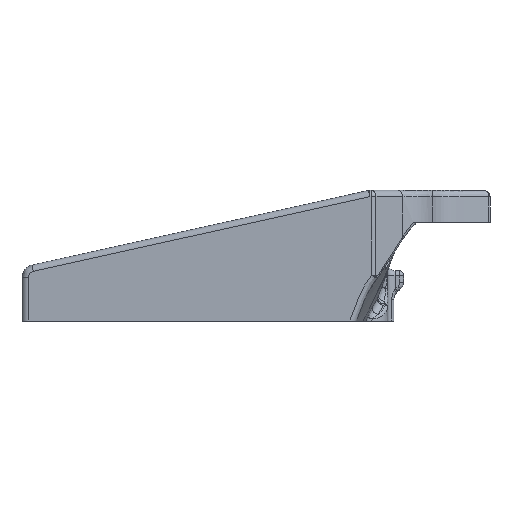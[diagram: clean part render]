
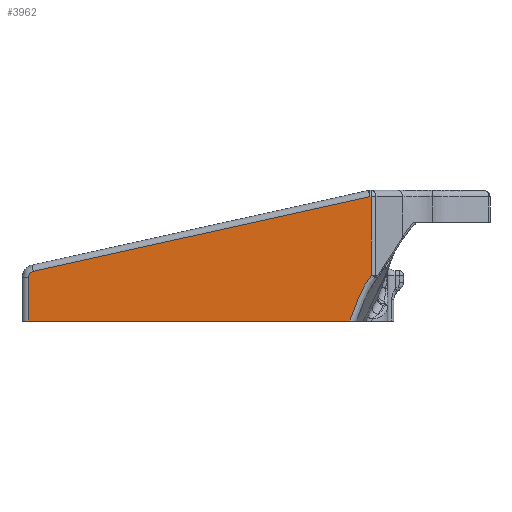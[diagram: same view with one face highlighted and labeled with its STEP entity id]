
A CAD part, left-side view. The second image highlights one B-rep face of the part: STEP entity #3962.
In plain terms, the highlighted planar face has unit normal (-1, 0, 0).
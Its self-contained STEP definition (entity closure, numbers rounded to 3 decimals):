
#188=CIRCLE('',#4244,1.);
#384=PLANE('',#4243);
#460=FACE_OUTER_BOUND('',#711,.T.);
#711=EDGE_LOOP('',(#2731,#2732,#2733,#2734,#2735,#2736,#2737,#2738));
#974=B_SPLINE_CURVE_WITH_KNOTS('',3,(#6494,#6495,#6496,#6497,#6498,#6499,
#6500,#6501,#6502,#6503,#6504,#6505,#6506),.UNSPECIFIED.,.F.,.F.,(4,1,2,
1,2,1,1,1,4),(-0.026,0.206,0.36,0.371,
0.377,0.424,0.47,0.563,
0.768),.UNSPECIFIED.);
#1128=LINE('',#5873,#1365);
#1139=LINE('',#6051,#1376);
#1157=LINE('',#6490,#1394);
#1158=LINE('',#6508,#1395);
#1159=LINE('',#6510,#1396);
#1160=LINE('',#6512,#1397);
#1365=VECTOR('',#4675,10.);
#1376=VECTOR('',#4692,10.);
#1394=VECTOR('',#4732,10.);
#1395=VECTOR('',#4737,10.);
#1396=VECTOR('',#4738,10.);
#1397=VECTOR('',#4739,10.);
#1597=VERTEX_POINT('',#5812);
#1610=VERTEX_POINT('',#5865);
#1612=VERTEX_POINT('',#5871);
#1649=VERTEX_POINT('',#6489);
#1650=VERTEX_POINT('',#6493);
#1651=VERTEX_POINT('',#6507);
#1652=VERTEX_POINT('',#6509);
#1653=VERTEX_POINT('',#6511);
#2001=EDGE_CURVE('',#1612,#1610,#1128,.T.);
#2020=EDGE_CURVE('',#1597,#1612,#1139,.T.);
#2061=EDGE_CURVE('',#1649,#1610,#1157,.T.);
#2063=EDGE_CURVE('',#1597,#1650,#974,.T.);
#2064=EDGE_CURVE('',#1650,#1651,#1158,.T.);
#2065=EDGE_CURVE('',#1651,#1652,#1159,.T.);
#2066=EDGE_CURVE('',#1652,#1653,#1160,.T.);
#2067=EDGE_CURVE('',#1653,#1649,#188,.T.);
#2731=ORIENTED_EDGE('',*,*,#2001,.F.);
#2732=ORIENTED_EDGE('',*,*,#2020,.F.);
#2733=ORIENTED_EDGE('',*,*,#2063,.T.);
#2734=ORIENTED_EDGE('',*,*,#2064,.T.);
#2735=ORIENTED_EDGE('',*,*,#2065,.T.);
#2736=ORIENTED_EDGE('',*,*,#2066,.T.);
#2737=ORIENTED_EDGE('',*,*,#2067,.T.);
#2738=ORIENTED_EDGE('',*,*,#2061,.T.);
#3962=ADVANCED_FACE('',(#460),#384,.F.);
#4243=AXIS2_PLACEMENT_3D('',#6492,#4735,#4736);
#4244=AXIS2_PLACEMENT_3D('',#6513,#4740,#4741);
#4675=DIRECTION('',(0.,1.,0.));
#4692=DIRECTION('',(0.,1.,0.));
#4732=DIRECTION('',(0.,0.,-1.));
#4735=DIRECTION('center_axis',(1.,0.,0.));
#4736=DIRECTION('ref_axis',(0.,-1.,0.));
#4737=DIRECTION('',(0.,0.,1.));
#4738=DIRECTION('',(0.,1.,0.));
#4739=DIRECTION('',(0.,0.976,-0.216));
#4740=DIRECTION('center_axis',(-1.,0.,0.));
#4741=DIRECTION('ref_axis',(0.,0.78,0.626));
#5812=CARTESIAN_POINT('',(-24.1,21.915,321.994));
#5865=CARTESIAN_POINT('',(-24.1,72.1,321.994));
#5871=CARTESIAN_POINT('',(-24.1,21.952,321.994));
#5873=CARTESIAN_POINT('',(-24.1,58.639,321.994));
#6051=CARTESIAN_POINT('',(-24.1,21.915,321.994));
#6489=CARTESIAN_POINT('',(-24.1,72.1,328.788));
#6490=CARTESIAN_POINT('',(-24.1,72.1,326.394));
#6492=CARTESIAN_POINT('Origin',(-24.1,73.1,326.394));
#6493=CARTESIAN_POINT('',(-24.1,18.514,329.15));
#6494=CARTESIAN_POINT('Ctrl Pts',(-24.1,21.915,321.994));
#6495=CARTESIAN_POINT('Ctrl Pts',(-24.1,21.649,322.718));
#6496=CARTESIAN_POINT('Ctrl Pts',(-24.1,21.196,323.923));
#6497=CARTESIAN_POINT('Ctrl Pts',(-24.1,20.726,325.121));
#6498=CARTESIAN_POINT('Ctrl Pts',(-24.1,20.524,325.631));
#6499=CARTESIAN_POINT('Ctrl Pts',(-24.1,20.503,325.684));
#6500=CARTESIAN_POINT('Ctrl Pts',(-24.1,20.481,325.736));
#6501=CARTESIAN_POINT('Ctrl Pts',(-24.1,20.415,325.901));
#6502=CARTESIAN_POINT('Ctrl Pts',(-24.1,20.294,326.187));
#6503=CARTESIAN_POINT('Ctrl Pts',(-24.1,20.031,326.749));
#6504=CARTESIAN_POINT('Ctrl Pts',(-24.1,19.49,327.769));
#6505=CARTESIAN_POINT('Ctrl Pts',(-24.1,18.932,328.603));
#6506=CARTESIAN_POINT('Ctrl Pts',(-24.1,18.514,329.15));
#6507=CARTESIAN_POINT('',(-24.1,18.514,341.4));
#6508=CARTESIAN_POINT('',(-24.1,18.514,329.145));
#6509=CARTESIAN_POINT('',(-24.1,18.791,341.4));
#6510=CARTESIAN_POINT('',(-24.1,41.831,341.4));
#6511=CARTESIAN_POINT('',(-24.1,71.316,329.765));
#6512=CARTESIAN_POINT('',(-24.1,46.206,335.327));
#6513=CARTESIAN_POINT('Origin',(-24.1,71.1,328.788));
